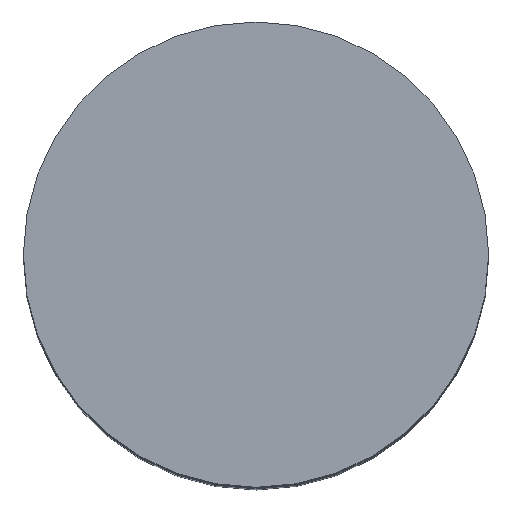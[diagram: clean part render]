
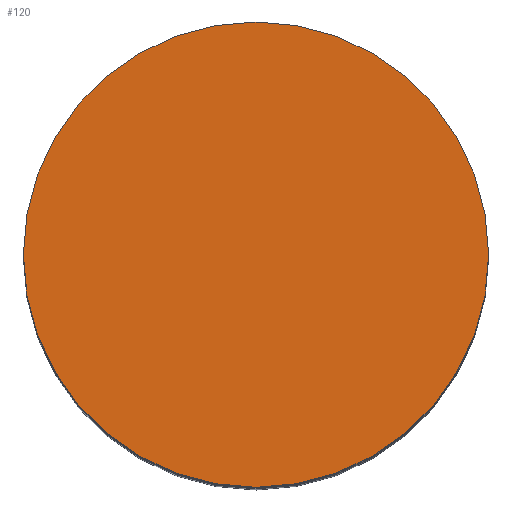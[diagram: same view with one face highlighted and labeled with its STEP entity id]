
A CAD part, top view. The second image highlights one B-rep face of the part: STEP entity #120.
In plain terms, the highlighted planar face has unit normal (0, 0, 1).
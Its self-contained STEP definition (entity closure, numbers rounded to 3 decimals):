
#95=PLANE('',#352);
#96=FACE_OUTER_BOUND('',#208,.T.);
#120=ADVANCED_FACE('',(#96),#95,.T.);
#208=EDGE_LOOP('',(#248));
#248=ORIENTED_EDGE('',*,*,#295,.T.);
#275=VERTEX_POINT('',#494);
#295=EDGE_CURVE('',#275,#275,#315,.T.);
#315=CIRCLE('',#351,3.);
#351=AXIS2_PLACEMENT_3D('',#493,#424,#425);
#352=AXIS2_PLACEMENT_3D('',#495,#426,#427);
#424=DIRECTION('',(0.,0.,1.));
#425=DIRECTION('',(1.,0.,0.));
#426=DIRECTION('',(0.,0.,1.));
#427=DIRECTION('',(1.,0.,0.));
#493=CARTESIAN_POINT('',(0.,0.,7.9));
#494=CARTESIAN_POINT('',(3.,0.,7.9));
#495=CARTESIAN_POINT('',(0.,0.,7.9));
